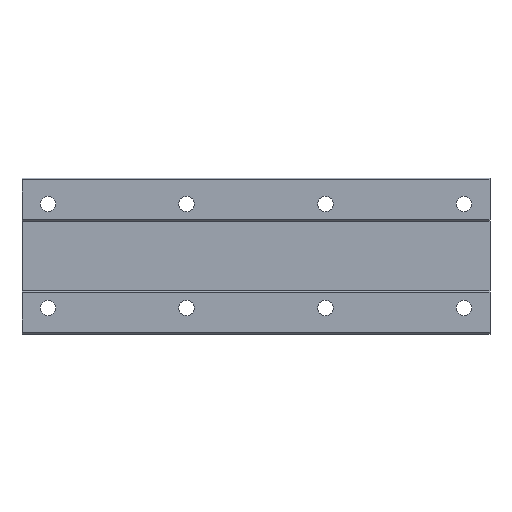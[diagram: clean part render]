
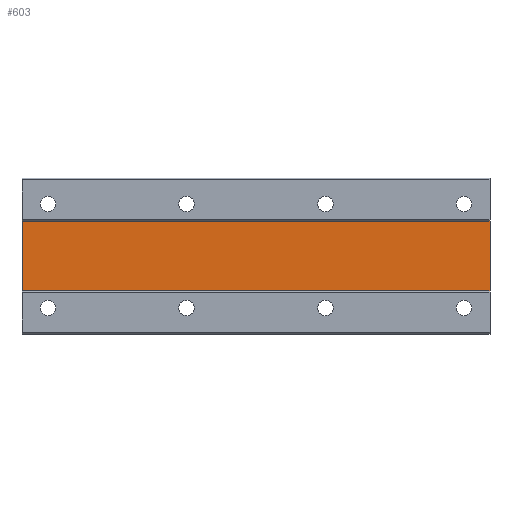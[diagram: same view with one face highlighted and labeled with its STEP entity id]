
A CAD part, front view. The second image highlights one B-rep face of the part: STEP entity #603.
In plain terms, the highlighted planar face has unit normal (0, -1, 0).
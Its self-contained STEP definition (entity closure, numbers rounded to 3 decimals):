
#30 = ORIENTED_EDGE ( 'NONE', *, *, #1659, .F. ) ;
#144 = ORIENTED_EDGE ( 'NONE', *, *, #286, .T. ) ;
#286 = EDGE_CURVE ( 'NONE', #1302, #978, #405, .T. ) ;
#327 = PLANE ( 'NONE',  #1093 ) ;
#328 = CARTESIAN_POINT ( 'NONE',  ( 255., 1., 44.91 ) ) ;
#342 = LINE ( 'NONE', #2002, #780 ) ;
#405 = LINE ( 'NONE', #2218, #1135 ) ;
#409 = VERTEX_POINT ( 'NONE', #1514 ) ;
#452 = ORIENTED_EDGE ( 'NONE', *, *, #2123, .F. ) ;
#510 = VECTOR ( 'NONE', #1801, 1000. ) ;
#595 = EDGE_CURVE ( 'NONE', #1302, #409, #1605, .T. ) ;
#603 = ADVANCED_FACE ( 'NONE', ( #1424 ), #327, .F. ) ;
#656 = CARTESIAN_POINT ( 'NONE',  ( -15., 1., -20. ) ) ;
#780 = VECTOR ( 'NONE', #1298, 1000. ) ;
#825 = VERTEX_POINT ( 'NONE', #965 ) ;
#865 = CARTESIAN_POINT ( 'NONE',  ( 255., 1., 20. ) ) ;
#965 = CARTESIAN_POINT ( 'NONE',  ( 255., 1., -20. ) ) ;
#978 = VERTEX_POINT ( 'NONE', #656 ) ;
#1093 = AXIS2_PLACEMENT_3D ( 'NONE', #1233, #1222, #1617 ) ;
#1135 = VECTOR ( 'NONE', #1900, 1000. ) ;
#1222 = DIRECTION ( 'NONE',  ( 0., 1., 0. ) ) ;
#1233 = CARTESIAN_POINT ( 'NONE',  ( 255., 1., 20. ) ) ;
#1253 = ORIENTED_EDGE ( 'NONE', *, *, #595, .F. ) ;
#1263 = LINE ( 'NONE', #328, #510 ) ;
#1298 = DIRECTION ( 'NONE',  ( -1., 0., 0. ) ) ;
#1302 = VERTEX_POINT ( 'NONE', #1466 ) ;
#1424 = FACE_OUTER_BOUND ( 'NONE', #2084, .T. ) ;
#1466 = CARTESIAN_POINT ( 'NONE',  ( -15., 1., 20. ) ) ;
#1514 = CARTESIAN_POINT ( 'NONE',  ( 255., 1., 20. ) ) ;
#1605 = LINE ( 'NONE', #865, #2137 ) ;
#1617 = DIRECTION ( 'NONE',  ( 0., 0., 1. ) ) ;
#1659 = EDGE_CURVE ( 'NONE', #825, #978, #342, .T. ) ;
#1801 = DIRECTION ( 'NONE',  ( 0., 0., -1. ) ) ;
#1900 = DIRECTION ( 'NONE',  ( 0., 0., -1. ) ) ;
#2002 = CARTESIAN_POINT ( 'NONE',  ( 255., 1., -20. ) ) ;
#2084 = EDGE_LOOP ( 'NONE', ( #30, #452, #1253, #144 ) ) ;
#2123 = EDGE_CURVE ( 'NONE', #409, #825, #1263, .T. ) ;
#2137 = VECTOR ( 'NONE', #2345, 1000. ) ;
#2218 = CARTESIAN_POINT ( 'NONE',  ( -15., 1., 44.91 ) ) ;
#2345 = DIRECTION ( 'NONE',  ( 1., 0., 0. ) ) ;
